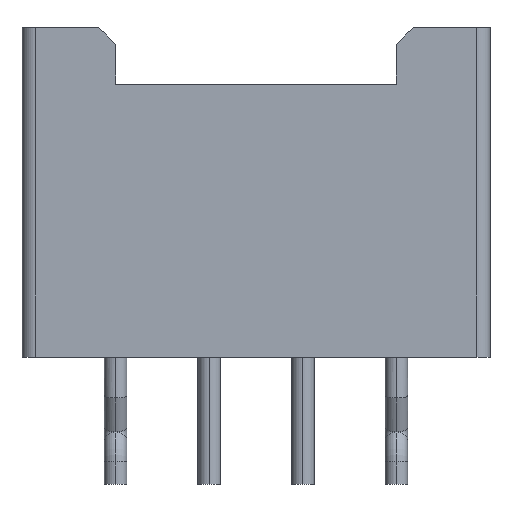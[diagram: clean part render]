
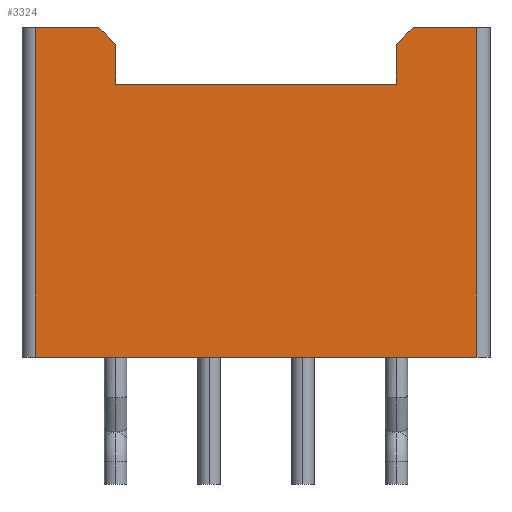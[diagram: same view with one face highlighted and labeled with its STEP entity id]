
A CAD part, front view. The second image highlights one B-rep face of the part: STEP entity #3324.
In plain terms, the highlighted planar face has unit normal (0, -1, 0).
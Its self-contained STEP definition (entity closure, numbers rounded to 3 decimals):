
#39=DIRECTION('',(1.,0.,0.));
#40=VECTOR('',#39,1.7);
#41=CARTESIAN_POINT('',(4.2,-3.2,0.));
#42=LINE('',#41,#40);
#88=DIRECTION('',(1.,0.,0.));
#89=VECTOR('',#88,1.7);
#90=CARTESIAN_POINT('',(-5.9,-3.2,0.));
#91=LINE('',#90,#89);
#940=DIRECTION('',(1.,0.,0.));
#941=VECTOR('',#940,11.8);
#942=CARTESIAN_POINT('',(-5.9,-3.2,-8.8));
#943=LINE('',#942,#941);
#984=DIRECTION('',(0.,0.,-1.));
#985=VECTOR('',#984,8.8);
#986=CARTESIAN_POINT('',(5.9,-3.2,0.));
#987=LINE('',#986,#985);
#988=DIRECTION('',(0.,0.,-1.));
#989=VECTOR('',#988,8.8);
#990=CARTESIAN_POINT('',(-5.9,-3.2,0.));
#991=LINE('',#990,#989);
#992=DIRECTION('',(-0.707,0.,0.707));
#993=VECTOR('',#992,0.636);
#994=CARTESIAN_POINT('',(-3.75,-3.2,-0.45));
#995=LINE('',#994,#993);
#996=DIRECTION('',(0.,0.,-1.));
#997=VECTOR('',#996,1.06);
#998=CARTESIAN_POINT('',(-3.75,-3.2,-0.45));
#999=LINE('',#998,#997);
#1000=DIRECTION('',(1.,0.,0.));
#1001=VECTOR('',#1000,7.5);
#1002=CARTESIAN_POINT('',(-3.75,-3.2,-1.51));
#1003=LINE('',#1002,#1001);
#1004=DIRECTION('',(0.,0.,-1.));
#1005=VECTOR('',#1004,1.06);
#1006=CARTESIAN_POINT('',(3.75,-3.2,-0.45));
#1007=LINE('',#1006,#1005);
#1008=DIRECTION('',(-0.707,0.,-0.707));
#1009=VECTOR('',#1008,0.636);
#1010=CARTESIAN_POINT('',(4.2,-3.2,0.));
#1011=LINE('',#1010,#1009);
#1554=CARTESIAN_POINT('',(-3.75,-3.2,-1.51));
#1555=CARTESIAN_POINT('',(3.75,-3.2,-1.51));
#1556=VERTEX_POINT('',#1554);
#1557=VERTEX_POINT('',#1555);
#1623=CARTESIAN_POINT('',(5.9,-3.2,-8.8));
#1625=VERTEX_POINT('',#1623);
#1626=CARTESIAN_POINT('',(5.9,-3.2,0.));
#1627=VERTEX_POINT('',#1626);
#1646=CARTESIAN_POINT('',(-5.9,-3.2,-8.8));
#1648=VERTEX_POINT('',#1646);
#1652=CARTESIAN_POINT('',(-5.9,-3.2,0.));
#1653=VERTEX_POINT('',#1652);
#1758=CARTESIAN_POINT('',(4.2,-3.2,0.));
#1759=CARTESIAN_POINT('',(3.75,-3.2,-0.45));
#1760=VERTEX_POINT('',#1758);
#1761=VERTEX_POINT('',#1759);
#1772=CARTESIAN_POINT('',(-3.75,-3.2,-0.45));
#1773=VERTEX_POINT('',#1772);
#1774=CARTESIAN_POINT('',(-4.2,-3.2,0.));
#1775=VERTEX_POINT('',#1774);
#3302=CARTESIAN_POINT('',(-6.25,-3.2,0.));
#3303=DIRECTION('',(0.,-1.,0.));
#3304=DIRECTION('',(1.,0.,0.));
#3305=AXIS2_PLACEMENT_3D('',#3302,#3303,#3304);
#3306=PLANE('',#3305);
#3307=ORIENTED_EDGE('',*,*,#3242,.T.);
#3308=ORIENTED_EDGE('',*,*,#3260,.F.);
#3309=ORIENTED_EDGE('',*,*,#3297,.F.);
#3310=ORIENTED_EDGE('',*,*,#2053,.T.);
#3312=ORIENTED_EDGE('',*,*,#3311,.F.);
#3314=ORIENTED_EDGE('',*,*,#3313,.T.);
#3316=ORIENTED_EDGE('',*,*,#3315,.T.);
#3318=ORIENTED_EDGE('',*,*,#3317,.F.);
#3320=ORIENTED_EDGE('',*,*,#3319,.F.);
#3321=ORIENTED_EDGE('',*,*,#2021,.T.);
#3322=EDGE_LOOP('',(#3307,#3308,#3309,#3310,#3312,#3314,#3316,#3318,#3320,
#3321));
#3323=FACE_OUTER_BOUND('',#3322,.F.);
#2021=EDGE_CURVE('',#1760,#1627,#42,.T.);
#2053=EDGE_CURVE('',#1653,#1775,#91,.T.);
#3242=EDGE_CURVE('',#1627,#1625,#987,.T.);
#3260=EDGE_CURVE('',#1648,#1625,#943,.T.);
#3297=EDGE_CURVE('',#1653,#1648,#991,.T.);
#3311=EDGE_CURVE('',#1773,#1775,#995,.T.);
#3313=EDGE_CURVE('',#1773,#1556,#999,.T.);
#3315=EDGE_CURVE('',#1556,#1557,#1003,.T.);
#3317=EDGE_CURVE('',#1761,#1557,#1007,.T.);
#3319=EDGE_CURVE('',#1760,#1761,#1011,.T.);
#3324=ADVANCED_FACE('',(#3323),#3306,.T.);
